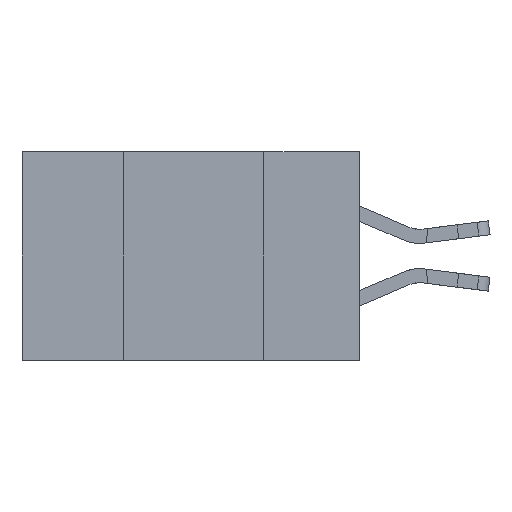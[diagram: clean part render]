
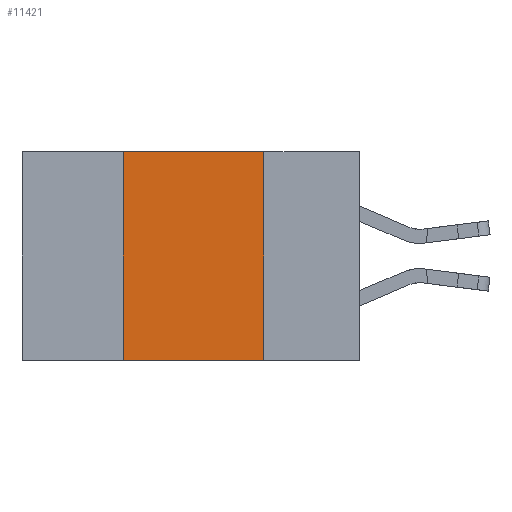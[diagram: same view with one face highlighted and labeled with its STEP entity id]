
A CAD part, left-side view. The second image highlights one B-rep face of the part: STEP entity #11421.
In plain terms, the highlighted planar face has unit normal (-1, 0, 0).
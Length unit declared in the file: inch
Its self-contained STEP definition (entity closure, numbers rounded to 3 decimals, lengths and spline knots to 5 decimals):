
#551 = EDGE_CURVE ( 'NONE', #2049, #17198, #6460, .T. ) ;
#1506 = LINE ( 'NONE', #8950, #23347 ) ;
#1695 = VECTOR ( 'NONE', #23331, 39.37008 ) ;
#2049 = VERTEX_POINT ( 'NONE', #3072 ) ;
#3055 = VERTEX_POINT ( 'NONE', #20045 ) ;
#3072 = CARTESIAN_POINT ( 'NONE',  ( 0., 0.42, -0.37 ) ) ;
#3861 = DIRECTION ( 'NONE',  ( 0., 0., -1. ) ) ;
#4975 = VECTOR ( 'NONE', #13981, 39.37008 ) ;
#5084 = CARTESIAN_POINT ( 'NONE',  ( 0., 0.17, 0. ) ) ;
#5501 = DIRECTION ( 'NONE',  ( 1., 0., 0. ) ) ;
#5741 = ORIENTED_EDGE ( 'NONE', *, *, #19780, .F. ) ;
#6460 = LINE ( 'NONE', #17505, #9413 ) ;
#6530 = ORIENTED_EDGE ( 'NONE', *, *, #20939, .F. ) ;
#6734 = LINE ( 'NONE', #5084, #4975 ) ;
#6760 = ORIENTED_EDGE ( 'NONE', *, *, #551, .T. ) ;
#7160 = PLANE ( 'NONE',  #16392 ) ;
#8257 = ORIENTED_EDGE ( 'NONE', *, *, #12701, .F. ) ;
#8483 = LINE ( 'NONE', #21095, #1695 ) ;
#8942 = FACE_OUTER_BOUND ( 'NONE', #22981, .T. ) ;
#8950 = CARTESIAN_POINT ( 'NONE',  ( 0., 0.6, 0. ) ) ;
#9069 = DIRECTION ( 'NONE',  ( 0., -1., 0. ) ) ;
#9413 = VECTOR ( 'NONE', #13705, 39.37008 ) ;
#10810 = CARTESIAN_POINT ( 'NONE',  ( 0., 0.17, -0.37 ) ) ;
#11421 = ADVANCED_FACE ( 'NONE', ( #8942 ), #7160, .F. ) ;
#12701 = EDGE_CURVE ( 'NONE', #19241, #17198, #6734, .T. ) ;
#13705 = DIRECTION ( 'NONE',  ( 0., -1., 0. ) ) ;
#13981 = DIRECTION ( 'NONE',  ( 0., 0., -1. ) ) ;
#16392 = AXIS2_PLACEMENT_3D ( 'NONE', #21788, #5501, #3861 ) ;
#17198 = VERTEX_POINT ( 'NONE', #10810 ) ;
#17427 = CARTESIAN_POINT ( 'NONE',  ( 0., 0.17, 0. ) ) ;
#17505 = CARTESIAN_POINT ( 'NONE',  ( 0., 0.6, -0.37 ) ) ;
#19241 = VERTEX_POINT ( 'NONE', #17427 ) ;
#19780 = EDGE_CURVE ( 'NONE', #2049, #3055, #8483, .T. ) ;
#20045 = CARTESIAN_POINT ( 'NONE',  ( 0., 0.42, 0. ) ) ;
#20939 = EDGE_CURVE ( 'NONE', #3055, #19241, #1506, .T. ) ;
#21095 = CARTESIAN_POINT ( 'NONE',  ( 0., 0.42, 0. ) ) ;
#21788 = CARTESIAN_POINT ( 'NONE',  ( 0., 0.6, 0. ) ) ;
#22981 = EDGE_LOOP ( 'NONE', ( #8257, #6530, #5741, #6760 ) ) ;
#23331 = DIRECTION ( 'NONE',  ( 0., 0., 1. ) ) ;
#23347 = VECTOR ( 'NONE', #9069, 39.37008 ) ;
